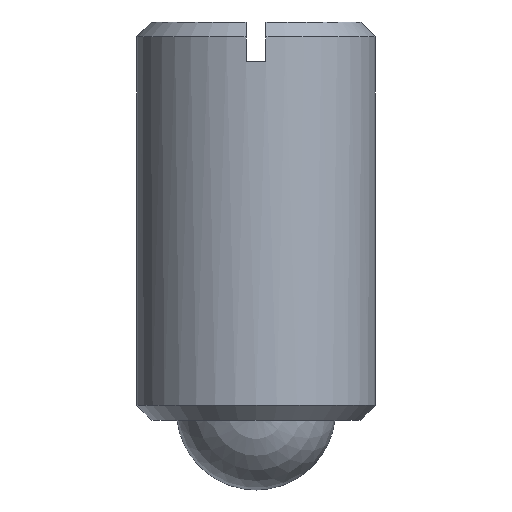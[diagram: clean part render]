
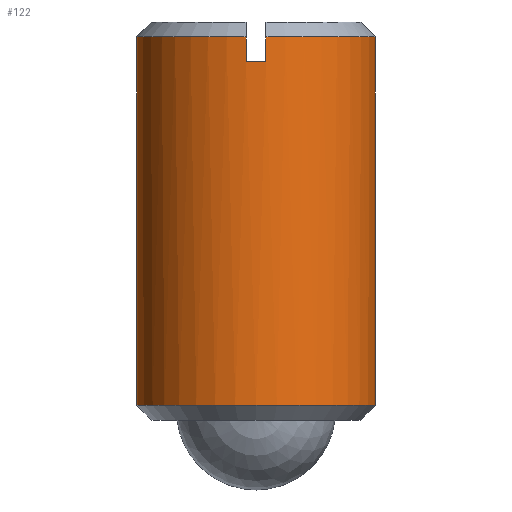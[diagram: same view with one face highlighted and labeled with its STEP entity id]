
A CAD part, front view. The second image highlights one B-rep face of the part: STEP entity #122.
In plain terms, the highlighted cylindrical face has radius 6 mm (diameter 12 mm), a partial arc.
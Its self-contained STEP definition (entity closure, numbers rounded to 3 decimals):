
#2 = VERTEX_POINT ( 'NONE', #246 ) ;
#21 = LINE ( 'NONE', #31, #300 ) ;
#28 = DIRECTION ( 'NONE',  ( 0., 0., -1. ) ) ;
#31 = CARTESIAN_POINT ( 'NONE',  ( -6., 0., 20. ) ) ;
#36 = EDGE_CURVE ( 'NONE', #191, #2, #165, .T. ) ;
#42 = DIRECTION ( 'NONE',  ( 0., 0., 1. ) ) ;
#47 = VECTOR ( 'NONE', #439, 1000. ) ;
#56 = ORIENTED_EDGE ( 'NONE', *, *, #36, .T. ) ;
#70 = ORIENTED_EDGE ( 'NONE', *, *, #135, .F. ) ;
#85 = FACE_OUTER_BOUND ( 'NONE', #465, .T. ) ;
#86 = EDGE_CURVE ( 'NONE', #286, #340, #209, .T. ) ;
#88 = CARTESIAN_POINT ( 'NONE',  ( 6., 0., 0.75 ) ) ;
#97 = DIRECTION ( 'NONE',  ( 0., 0., 1. ) ) ;
#108 = CARTESIAN_POINT ( 'NONE',  ( 6., 0., 20. ) ) ;
#112 = CARTESIAN_POINT ( 'NONE',  ( 0.5, -5.979, 18. ) ) ;
#120 = CARTESIAN_POINT ( 'NONE',  ( -0.5, -5.979, 18. ) ) ;
#122 = ADVANCED_FACE ( 'NONE', ( #85 ), #342, .T. ) ;
#128 = CARTESIAN_POINT ( 'NONE',  ( 0.5, -5.979, 19.25 ) ) ;
#131 = EDGE_CURVE ( 'NONE', #207, #307, #399, .T. ) ;
#135 = EDGE_CURVE ( 'NONE', #191, #286, #250, .T. ) ;
#136 = DIRECTION ( 'NONE',  ( 0., 0., -1. ) ) ;
#150 = CARTESIAN_POINT ( 'NONE',  ( -0.167, -5.979, 18. ) ) ;
#153 = VERTEX_POINT ( 'NONE', #355 ) ;
#165 = LINE ( 'NONE', #251, #415 ) ;
#174 = EDGE_CURVE ( 'NONE', #207, #340, #194, .T. ) ;
#191 = VERTEX_POINT ( 'NONE', #120 ) ;
#194 = CIRCLE ( 'NONE', #244, 6. ) ;
#195 = CARTESIAN_POINT ( 'NONE',  ( -6., 0., 19.25 ) ) ;
#197 = VERTEX_POINT ( 'NONE', #195 ) ;
#207 = VERTEX_POINT ( 'NONE', #435 ) ;
#208 = CARTESIAN_POINT ( 'NONE',  ( 0., 0., 19.25 ) ) ;
#209 = LINE ( 'NONE', #391, #483 ) ;
#220 = CARTESIAN_POINT ( 'NONE',  ( 0.5, -5.979, 18. ) ) ;
#228 = ORIENTED_EDGE ( 'NONE', *, *, #174, .T. ) ;
#241 = ORIENTED_EDGE ( 'NONE', *, *, #86, .F. ) ;
#244 = AXIS2_PLACEMENT_3D ( 'NONE', #282, #401, #394 ) ;
#246 = CARTESIAN_POINT ( 'NONE',  ( -0.5, -5.979, 19.25 ) ) ;
#247 = DIRECTION ( 'NONE',  ( 1., 0., 0. ) ) ;
#250 = B_SPLINE_CURVE_WITH_KNOTS ( 'NONE', 3,
 ( #445, #150, #354, #112 ),
 .UNSPECIFIED., .F., .F.,
 ( 4, 4 ),
 ( 0., 1. ),
 .UNSPECIFIED. ) ;
#251 = CARTESIAN_POINT ( 'NONE',  ( -0.5, -5.979, 18. ) ) ;
#254 = AXIS2_PLACEMENT_3D ( 'NONE', #303, #136, #278 ) ;
#256 = ORIENTED_EDGE ( 'NONE', *, *, #497, .T. ) ;
#260 = EDGE_CURVE ( 'NONE', #2, #197, #496, .T. ) ;
#278 = DIRECTION ( 'NONE',  ( -1., 0., 0. ) ) ;
#280 = CARTESIAN_POINT ( 'NONE',  ( 0., 0., 0.75 ) ) ;
#282 = CARTESIAN_POINT ( 'NONE',  ( 0., 0., 19.25 ) ) ;
#286 = VERTEX_POINT ( 'NONE', #220 ) ;
#298 = AXIS2_PLACEMENT_3D ( 'NONE', #208, #452, #247 ) ;
#300 = VECTOR ( 'NONE', #28, 1000. ) ;
#303 = CARTESIAN_POINT ( 'NONE',  ( 0., 0., 20. ) ) ;
#304 = CIRCLE ( 'NONE', #418, 6. ) ;
#306 = DIRECTION ( 'NONE',  ( 0., 0., 1. ) ) ;
#307 = VERTEX_POINT ( 'NONE', #88 ) ;
#340 = VERTEX_POINT ( 'NONE', #128 ) ;
#342 = CYLINDRICAL_SURFACE ( 'NONE', #254, 6. ) ;
#354 = CARTESIAN_POINT ( 'NONE',  ( 0.167, -5.979, 18. ) ) ;
#355 = CARTESIAN_POINT ( 'NONE',  ( -6., 0., 0.75 ) ) ;
#359 = DIRECTION ( 'NONE',  ( 1., 0., 0. ) ) ;
#391 = CARTESIAN_POINT ( 'NONE',  ( 0.5, -5.979, 18. ) ) ;
#394 = DIRECTION ( 'NONE',  ( 1., 0., 0. ) ) ;
#395 = ORIENTED_EDGE ( 'NONE', *, *, #131, .F. ) ;
#398 = ORIENTED_EDGE ( 'NONE', *, *, #260, .T. ) ;
#399 = LINE ( 'NONE', #108, #47 ) ;
#401 = DIRECTION ( 'NONE',  ( 0., 0., -1. ) ) ;
#415 = VECTOR ( 'NONE', #97, 1000. ) ;
#418 = AXIS2_PLACEMENT_3D ( 'NONE', #280, #42, #359 ) ;
#435 = CARTESIAN_POINT ( 'NONE',  ( 6., 0., 19.25 ) ) ;
#439 = DIRECTION ( 'NONE',  ( 0., 0., -1. ) ) ;
#445 = CARTESIAN_POINT ( 'NONE',  ( -0.5, -5.979, 18. ) ) ;
#452 = DIRECTION ( 'NONE',  ( 0., 0., -1. ) ) ;
#465 = EDGE_LOOP ( 'NONE', ( #395, #228, #241, #70, #56, #398, #256, #471 ) ) ;
#471 = ORIENTED_EDGE ( 'NONE', *, *, #503, .T. ) ;
#483 = VECTOR ( 'NONE', #306, 1000. ) ;
#496 = CIRCLE ( 'NONE', #298, 6. ) ;
#497 = EDGE_CURVE ( 'NONE', #197, #153, #21, .T. ) ;
#503 = EDGE_CURVE ( 'NONE', #153, #307, #304, .T. ) ;
